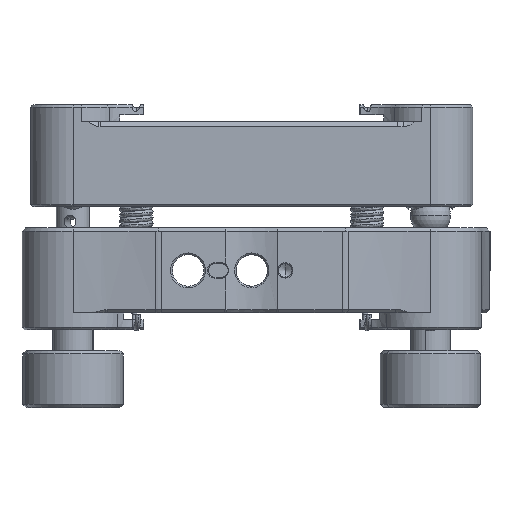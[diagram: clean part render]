
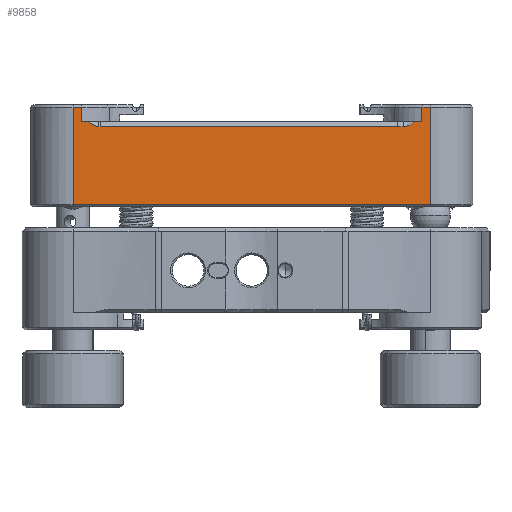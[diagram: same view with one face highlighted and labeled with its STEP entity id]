
A CAD part, front view. The second image highlights one B-rep face of the part: STEP entity #9858.
In plain terms, the highlighted planar face has unit normal (0, -1, 0).
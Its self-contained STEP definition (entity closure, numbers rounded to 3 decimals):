
#30 = CARTESIAN_POINT ( 'NONE',  ( 25.377, 7.609, 29.848 ) ) ;
#729 = LINE ( 'NONE', #14072, #7850 ) ;
#906 = EDGE_LOOP ( 'NONE', ( #6137, #14441, #20924, #15095, #14516, #2772, #18208, #25760, #16662, #14944, #3708, #6293, #7819, #17834 ) ) ;
#988 = CARTESIAN_POINT ( 'NONE',  ( 48.907, 7.609, 29.636 ) ) ;
#1068 = CARTESIAN_POINT ( 'NONE',  ( 1.241, 7.609, 29.286 ) ) ;
#1279 = VECTOR ( 'NONE', #5474, 1000. ) ;
#1342 = CARTESIAN_POINT ( 'NONE',  ( 48.026, 7.609, 29.846 ) ) ;
#1429 = CARTESIAN_POINT ( 'NONE',  ( 49.768, 7.609, 29.079 ) ) ;
#1477 = EDGE_CURVE ( 'NONE', #22197, #13755, #13621, .T. ) ;
#1761 = DIRECTION ( 'NONE',  ( 0., 0., -1. ) ) ;
#1908 = VERTEX_POINT ( 'NONE', #1429 ) ;
#2581 = PLANE ( 'NONE',  #22938 ) ;
#2772 = ORIENTED_EDGE ( 'NONE', *, *, #13684, .F. ) ;
#3039 = CARTESIAN_POINT ( 'NONE',  ( 48.769, 7.609, 29.696 ) ) ;
#3114 = CARTESIAN_POINT ( 'NONE',  ( 2.438, 7.609, 29.827 ) ) ;
#3324 = CARTESIAN_POINT ( 'NONE',  ( 52.047, 7.609, 26.92 ) ) ;
#3426 = CARTESIAN_POINT ( 'NONE',  ( 50.77, 7.609, 29.079 ) ) ;
#3446 = EDGE_CURVE ( 'NONE', #13353, #21993, #8622, .T. ) ;
#3561 = LINE ( 'NONE', #3698, #26013 ) ;
#3698 = CARTESIAN_POINT ( 'NONE',  ( 50.77, 7.609, 29.079 ) ) ;
#3708 = ORIENTED_EDGE ( 'NONE', *, *, #27480, .F. ) ;
#4135 = LINE ( 'NONE', #30, #7596 ) ;
#4947 = DIRECTION ( 'NONE',  ( -1., 0., 0. ) ) ;
#4949 = CARTESIAN_POINT ( 'NONE',  ( 49.542, 7.609, 29.263 ) ) ;
#5058 = VERTEX_POINT ( 'NONE', #16061 ) ;
#5179 = VECTOR ( 'NONE', #15985, 1000. ) ;
#5231 = EDGE_CURVE ( 'NONE', #12925, #21133, #19012, .T. ) ;
#5325 = CARTESIAN_POINT ( 'NONE',  ( 0.985, 7.609, 29.079 ) ) ;
#5474 = DIRECTION ( 'NONE',  ( 0., 0., -1. ) ) ;
#5764 = CARTESIAN_POINT ( 'NONE',  ( 48.069, 7.609, 29.844 ) ) ;
#5805 = CARTESIAN_POINT ( 'NONE',  ( -0.017, 7.609, 29.079 ) ) ;
#6137 = ORIENTED_EDGE ( 'NONE', *, *, #18130, .F. ) ;
#6293 = ORIENTED_EDGE ( 'NONE', *, *, #24920, .F. ) ;
#6459 = CARTESIAN_POINT ( 'NONE',  ( -1.293, 7.609, 41.779 ) ) ;
#6709 = EDGE_CURVE ( 'NONE', #22806, #24594, #4135, .T. ) ;
#6750 = CARTESIAN_POINT ( 'NONE',  ( 2.771, 7.609, 29.848 ) ) ;
#6847 = DIRECTION ( 'NONE',  ( -1., 0., 0. ) ) ;
#7151 = CARTESIAN_POINT ( 'NONE',  ( 49.303, 7.609, 29.431 ) ) ;
#7235 = EDGE_CURVE ( 'NONE', #21993, #12925, #10599, .T. ) ;
#7596 = VECTOR ( 'NONE', #8844, 1000. ) ;
#7598 = CARTESIAN_POINT ( 'NONE',  ( 49.768, 7.609, 29.079 ) ) ;
#7630 = CARTESIAN_POINT ( 'NONE',  ( 52.047, 7.609, 41.479 ) ) ;
#7819 = ORIENTED_EDGE ( 'NONE', *, *, #23738, .T. ) ;
#7850 = VECTOR ( 'NONE', #13920, 1000. ) ;
#7939 = B_SPLINE_CURVE_WITH_KNOTS ( 'NONE', 3,
 ( #28334, #26275, #3114, #13034, #18995, #21184, #1068, #5325 ),
 .UNSPECIFIED., .F., .F.,
 ( 4, 2, 2, 4 ),
 ( 0.014, 0.015, 0.015, 0.016 ),
 .UNSPECIFIED. ) ;
#7965 = CARTESIAN_POINT ( 'NONE',  ( 48.139, 7.609, 29.84 ) ) ;
#8117 = LINE ( 'NONE', #12081, #1279 ) ;
#8622 = LINE ( 'NONE', #9055, #18373 ) ;
#8844 = DIRECTION ( 'NONE',  ( -1., 0., 0. ) ) ;
#9055 = CARTESIAN_POINT ( 'NONE',  ( -1.293, 7.609, 41.479 ) ) ;
#9207 = CARTESIAN_POINT ( 'NONE',  ( 25.377, 7.609, 41.779 ) ) ;
#9417 = CARTESIAN_POINT ( 'NONE',  ( 47.983, 7.609, 29.848 ) ) ;
#9507 = DIRECTION ( 'NONE',  ( -1., 0., 0. ) ) ;
#9806 = CARTESIAN_POINT ( 'NONE',  ( 50.77, 7.609, 29.079 ) ) ;
#9858 = ADVANCED_FACE ( 'NONE', ( #20219 ), #2581, .F. ) ;
#10318 = CARTESIAN_POINT ( 'NONE',  ( 48.004, 7.609, 29.847 ) ) ;
#10599 = LINE ( 'NONE', #6459, #22608 ) ;
#10858 = VERTEX_POINT ( 'NONE', #3426 ) ;
#11091 = DIRECTION ( 'NONE',  ( 0., 0., -1. ) ) ;
#11119 = DIRECTION ( 'NONE',  ( -1., 0., 0. ) ) ;
#12081 = CARTESIAN_POINT ( 'NONE',  ( 52.047, 7.609, 41.779 ) ) ;
#12925 = VERTEX_POINT ( 'NONE', #26728 ) ;
#13034 = CARTESIAN_POINT ( 'NONE',  ( 2.118, 7.609, 29.746 ) ) ;
#13353 = VERTEX_POINT ( 'NONE', #7630 ) ;
#13380 = VECTOR ( 'NONE', #11091, 1000. ) ;
#13621 = LINE ( 'NONE', #25241, #5179 ) ;
#13684 = EDGE_CURVE ( 'NONE', #5058, #22019, #18313, .T. ) ;
#13733 = DIRECTION ( 'NONE',  ( 0., 1., 0. ) ) ;
#13738 = CARTESIAN_POINT ( 'NONE',  ( 3.604, 7.609, 29.848 ) ) ;
#13755 = VERTEX_POINT ( 'NONE', #3324 ) ;
#13920 = DIRECTION ( 'NONE',  ( 1., 0., 0. ) ) ;
#14072 = CARTESIAN_POINT ( 'NONE',  ( 25.377, 7.609, 29.849 ) ) ;
#14441 = ORIENTED_EDGE ( 'NONE', *, *, #3446, .T. ) ;
#14516 = ORIENTED_EDGE ( 'NONE', *, *, #25253, .F. ) ;
#14944 = ORIENTED_EDGE ( 'NONE', *, *, #16713, .F. ) ;
#15095 = ORIENTED_EDGE ( 'NONE', *, *, #5231, .T. ) ;
#15383 = EDGE_CURVE ( 'NONE', #24173, #5058, #7939, .T. ) ;
#15594 = VECTOR ( 'NONE', #23398, 1000. ) ;
#15985 = DIRECTION ( 'NONE',  ( 1., 0., 0. ) ) ;
#16061 = CARTESIAN_POINT ( 'NONE',  ( 0.985, 7.609, 29.079 ) ) ;
#16399 = CARTESIAN_POINT ( 'NONE',  ( 48.191, 7.609, 29.837 ) ) ;
#16662 = ORIENTED_EDGE ( 'NONE', *, *, #6709, .F. ) ;
#16703 = CARTESIAN_POINT ( 'NONE',  ( 48.341, 7.609, 29.821 ) ) ;
#16713 = EDGE_CURVE ( 'NONE', #19858, #22806, #22772, .T. ) ;
#16920 = CARTESIAN_POINT ( 'NONE',  ( 48.112, 7.609, 29.842 ) ) ;
#17689 = CARTESIAN_POINT ( 'NONE',  ( -0.017, 7.609, 29.079 ) ) ;
#17834 = ORIENTED_EDGE ( 'NONE', *, *, #1477, .T. ) ;
#18027 = CARTESIAN_POINT ( 'NONE',  ( 50.77, 7.609, 29.079 ) ) ;
#18119 = CARTESIAN_POINT ( 'NONE',  ( 50.77, 7.609, 26.92 ) ) ;
#18130 = EDGE_CURVE ( 'NONE', #13353, #13755, #8117, .T. ) ;
#18208 = ORIENTED_EDGE ( 'NONE', *, *, #15383, .F. ) ;
#18313 = LINE ( 'NONE', #18027, #26789 ) ;
#18373 = VECTOR ( 'NONE', #6847, 1000. ) ;
#18995 = CARTESIAN_POINT ( 'NONE',  ( 1.962, 7.609, 29.688 ) ) ;
#19012 = LINE ( 'NONE', #28235, #15594 ) ;
#19135 = CARTESIAN_POINT ( 'NONE',  ( 48.191, 7.609, 29.837 ) ) ;
#19858 = VERTEX_POINT ( 'NONE', #23435 ) ;
#19955 = VECTOR ( 'NONE', #9507, 1000. ) ;
#20219 = FACE_OUTER_BOUND ( 'NONE', #906, .T. ) ;
#20477 = EDGE_CURVE ( 'NONE', #24173, #24594, #729, .T. ) ;
#20924 = ORIENTED_EDGE ( 'NONE', *, *, #7235, .T. ) ;
#21133 = VERTEX_POINT ( 'NONE', #21385 ) ;
#21184 = CARTESIAN_POINT ( 'NONE',  ( 1.511, 7.609, 29.474 ) ) ;
#21385 = CARTESIAN_POINT ( 'NONE',  ( -0.017, 7.609, 26.92 ) ) ;
#21993 = VERTEX_POINT ( 'NONE', #27845 ) ;
#22019 = VERTEX_POINT ( 'NONE', #5805 ) ;
#22197 = VERTEX_POINT ( 'NONE', #18119 ) ;
#22241 = LINE ( 'NONE', #17689, #13380 ) ;
#22608 = VECTOR ( 'NONE', #1761, 1000. ) ;
#22772 = B_SPLINE_CURVE_WITH_KNOTS ( 'NONE', 3,
 ( #19135, #28080, #7965, #16920, #25883, #5764, #23682, #1342, #10318, #28225 ),
 .UNSPECIFIED., .F., .F.,
 ( 4, 3, 3, 4 ),
 ( 0., 0., 0., 0. ),
 .UNSPECIFIED. ) ;
#22806 = VERTEX_POINT ( 'NONE', #9417 ) ;
#22847 = LINE ( 'NONE', #9806, #19955 ) ;
#22938 = AXIS2_PLACEMENT_3D ( 'NONE', #9207, #13733, #11119 ) ;
#23398 = DIRECTION ( 'NONE',  ( 1., 0., 0. ) ) ;
#23435 = CARTESIAN_POINT ( 'NONE',  ( 48.191, 7.609, 29.837 ) ) ;
#23682 = CARTESIAN_POINT ( 'NONE',  ( 48.047, 7.609, 29.845 ) ) ;
#23738 = EDGE_CURVE ( 'NONE', #10858, #22197, #3561, .T. ) ;
#23835 = DIRECTION ( 'NONE',  ( 0., 0., -1. ) ) ;
#24173 = VERTEX_POINT ( 'NONE', #6750 ) ;
#24594 = VERTEX_POINT ( 'NONE', #13738 ) ;
#24920 = EDGE_CURVE ( 'NONE', #10858, #1908, #22847, .T. ) ;
#25241 = CARTESIAN_POINT ( 'NONE',  ( 25.377, 7.609, 26.92 ) ) ;
#25253 = EDGE_CURVE ( 'NONE', #22019, #21133, #22241, .T. ) ;
#25760 = ORIENTED_EDGE ( 'NONE', *, *, #20477, .T. ) ;
#25883 = CARTESIAN_POINT ( 'NONE',  ( 48.091, 7.609, 29.843 ) ) ;
#26013 = VECTOR ( 'NONE', #23835, 1000. ) ;
#26275 = CARTESIAN_POINT ( 'NONE',  ( 2.606, 7.609, 29.848 ) ) ;
#26728 = CARTESIAN_POINT ( 'NONE',  ( -1.293, 7.609, 26.92 ) ) ;
#26789 = VECTOR ( 'NONE', #4947, 1000. ) ;
#26888 = B_SPLINE_CURVE_WITH_KNOTS ( 'NONE', 3,
 ( #7598, #4949, #7151, #988, #3039, #27716, #16703, #16399 ),
 .UNSPECIFIED., .F., .F.,
 ( 4, 2, 2, 4 ),
 ( 0.005, 0.006, 0.006, 0.006 ),
 .UNSPECIFIED. ) ;
#27480 = EDGE_CURVE ( 'NONE', #1908, #19858, #26888, .T. ) ;
#27716 = CARTESIAN_POINT ( 'NONE',  ( 48.486, 7.609, 29.789 ) ) ;
#27845 = CARTESIAN_POINT ( 'NONE',  ( -1.293, 7.609, 41.479 ) ) ;
#28080 = CARTESIAN_POINT ( 'NONE',  ( 48.165, 7.609, 29.839 ) ) ;
#28225 = CARTESIAN_POINT ( 'NONE',  ( 47.983, 7.609, 29.848 ) ) ;
#28235 = CARTESIAN_POINT ( 'NONE',  ( 25.377, 7.609, 26.92 ) ) ;
#28334 = CARTESIAN_POINT ( 'NONE',  ( 2.771, 7.609, 29.848 ) ) ;
